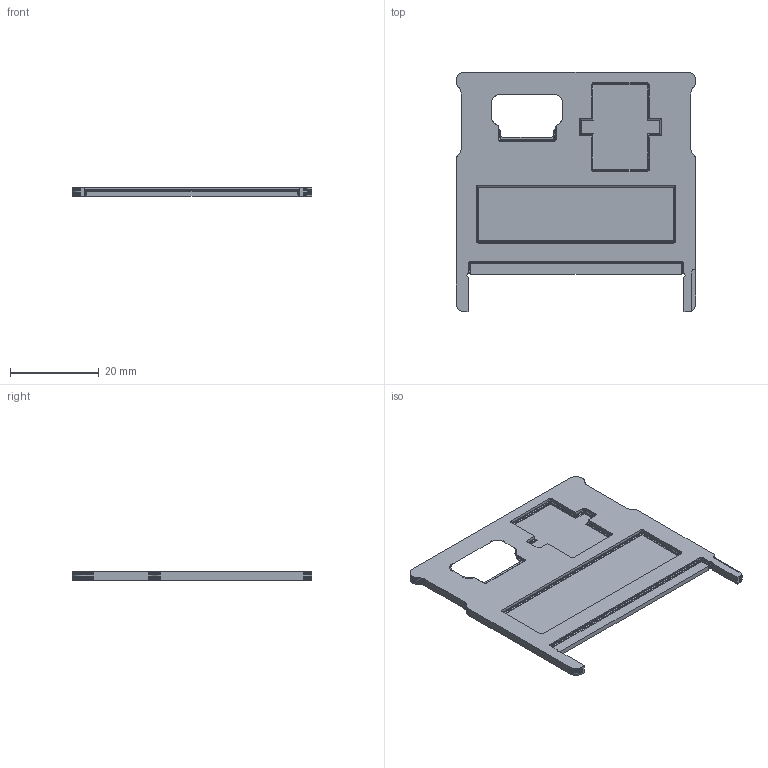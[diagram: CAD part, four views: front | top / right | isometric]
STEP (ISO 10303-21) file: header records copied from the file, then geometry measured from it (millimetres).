
FILE_DESCRIPTION(('FreeCAD Model'),'2;1');
FILE_NAME('Open CASCADE Shape Model','2023-11-25T03:24:09',(''),(''), 'Open CASCADE STEP processor 7.6','FreeCAD','Unknown');
FILE_SCHEMA(('AUTOMOTIVE_DESIGN { 1 0 10303 214 1 1 1 1 }'));
Length unit declared in the file: millimetre
Products named in the file (1): WP_2_IC_Card_Cover_MRAM_512_dish001001
Bounding box: 54 x 54 x 1.85 mm (x, y, z)
Surface area: 5277.1 mm2 (no closed solid volume)
Topology: 0 solids, 1 shells, 1087 faces, 2123 edges, 1040 vertices
Faces by surface type: plane 1087
Entity records: 25675 total; most frequent: DIRECTION 4299, CARTESIAN_POINT 4251, ORIENTED_EDGE 4246, EDGE_CURVE 2123, LINE 2123, VECTOR 2123, FACE_BOUND 1091, EDGE_LOOP 1091
